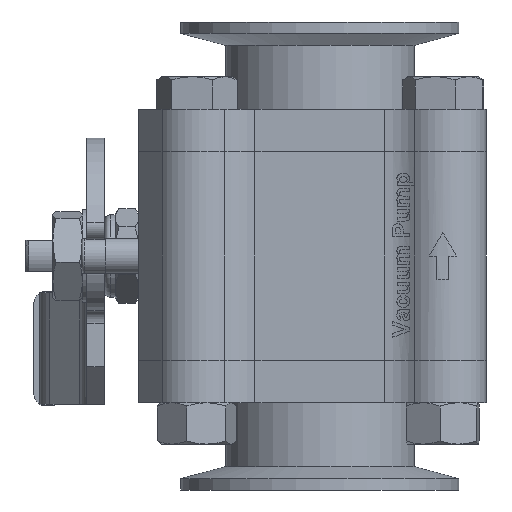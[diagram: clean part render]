
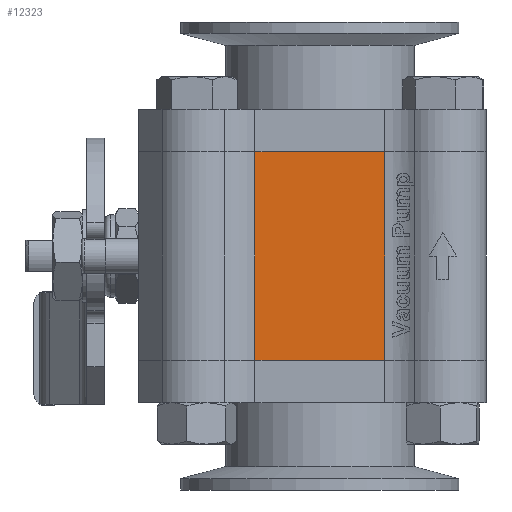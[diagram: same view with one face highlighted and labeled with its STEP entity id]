
A CAD part, left-side view. The second image highlights one B-rep face of the part: STEP entity #12323.
In plain terms, the highlighted planar face has unit normal (-1, 0, 0).
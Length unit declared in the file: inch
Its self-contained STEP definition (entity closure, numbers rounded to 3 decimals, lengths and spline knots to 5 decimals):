
#529=PLANE('',#13225);
#1519=FACE_OUTER_BOUND('',#2145,.T.);
#2145=EDGE_LOOP('',(#9813,#9814,#9815,#9816));
#2850=LINE('',#22822,#3716);
#2876=LINE('',#22972,#3742);
#2877=LINE('',#22974,#3743);
#2878=LINE('',#22975,#3744);
#3716=VECTOR('',#15301,0.3937);
#3742=VECTOR('',#15337,0.3937);
#3743=VECTOR('',#15338,0.3937);
#3744=VECTOR('',#15339,0.3937);
#5545=VERTEX_POINT('',#22818);
#5546=VERTEX_POINT('',#22820);
#5557=VERTEX_POINT('',#22971);
#5558=VERTEX_POINT('',#22973);
#7199=EDGE_CURVE('',#5546,#5545,#2850,.T.);
#7241=EDGE_CURVE('',#5545,#5557,#2876,.T.);
#7242=EDGE_CURVE('',#5558,#5546,#2877,.T.);
#7243=EDGE_CURVE('',#5558,#5557,#2878,.T.);
#9813=ORIENTED_EDGE('',*,*,#7241,.F.);
#9814=ORIENTED_EDGE('',*,*,#7199,.F.);
#9815=ORIENTED_EDGE('',*,*,#7242,.F.);
#9816=ORIENTED_EDGE('',*,*,#7243,.T.);
#12323=ADVANCED_FACE('',(#1519),#529,.T.);
#13225=AXIS2_PLACEMENT_3D('',#22970,#15335,#15336);
#15301=DIRECTION('',(0.,0.,-1.));
#15335=DIRECTION('center_axis',(-1.,0.,0.));
#15336=DIRECTION('ref_axis',(0.,0.,1.));
#15337=DIRECTION('',(0.,1.,0.));
#15338=DIRECTION('',(0.,-1.,0.));
#15339=DIRECTION('',(0.,0.,-1.));
#22818=CARTESIAN_POINT('',(-1.54,-0.68744,-1.1075));
#22820=CARTESIAN_POINT('',(-1.54,-0.68744,1.1075));
#22822=CARTESIAN_POINT('',(-1.54,-0.68744,1.1075));
#22970=CARTESIAN_POINT('Origin',(-1.54,0.68744,1.1075));
#22971=CARTESIAN_POINT('',(-1.54,0.68744,-1.1075));
#22972=CARTESIAN_POINT('',(-1.54,0.34372,-1.1075));
#22973=CARTESIAN_POINT('',(-1.54,0.68744,1.1075));
#22974=CARTESIAN_POINT('',(-1.54,0.34372,1.1075));
#22975=CARTESIAN_POINT('',(-1.54,0.68744,1.1075));
